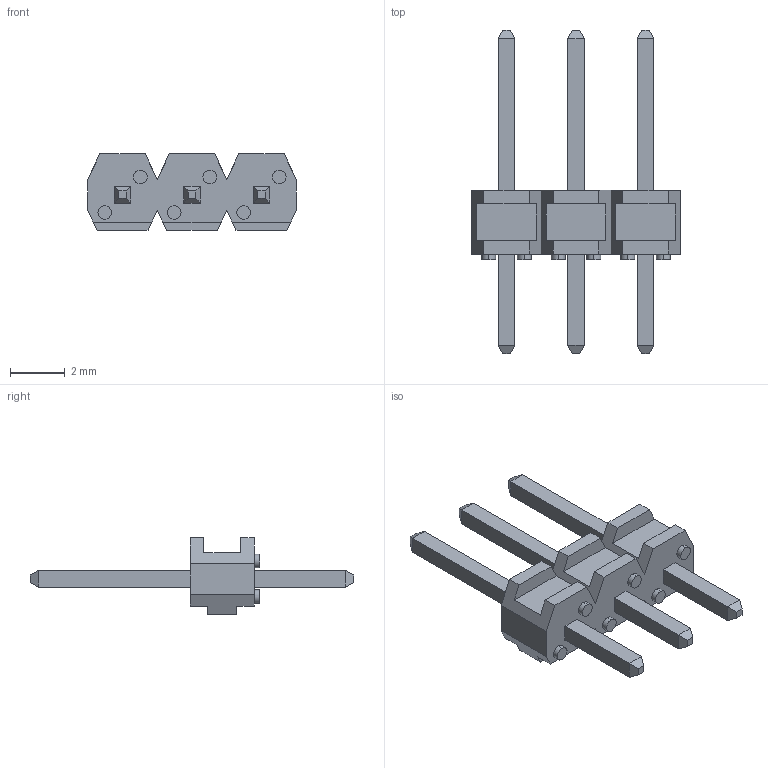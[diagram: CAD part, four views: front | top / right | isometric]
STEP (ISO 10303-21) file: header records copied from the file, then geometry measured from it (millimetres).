
FILE_DESCRIPTION (( 'STEP AP214' ), '1' );
FILE_NAME ('7516019603LF.STEP', '2022-03-08T12:00:21', ( '' ), ( '' ), 'SwSTEP 2.0', 'SolidWorks 2020', '' );
FILE_SCHEMA (( 'AUTOMOTIVE_DESIGN' ));
Length unit declared in the file: millimetre
Products named in the file (1): 7516019603LF
Bounding box: 7.62 x 11.81 x 2.8 mm (x, y, z)
Volume: 49.5 mm3; surface area: 201.1 mm2
Topology: 4 solids, 4 shells, 118 faces, 288 edges, 184 vertices
Faces by surface type: plane 106, cylinder 12
Entity records: 3765 total; most frequent: CARTESIAN_POINT 591, ORIENTED_EDGE 576, DIRECTION 550, EDGE_CURVE 288, LINE 264, VECTOR 264, VERTEX_POINT 184, AXIS2_PLACEMENT_3D 143
